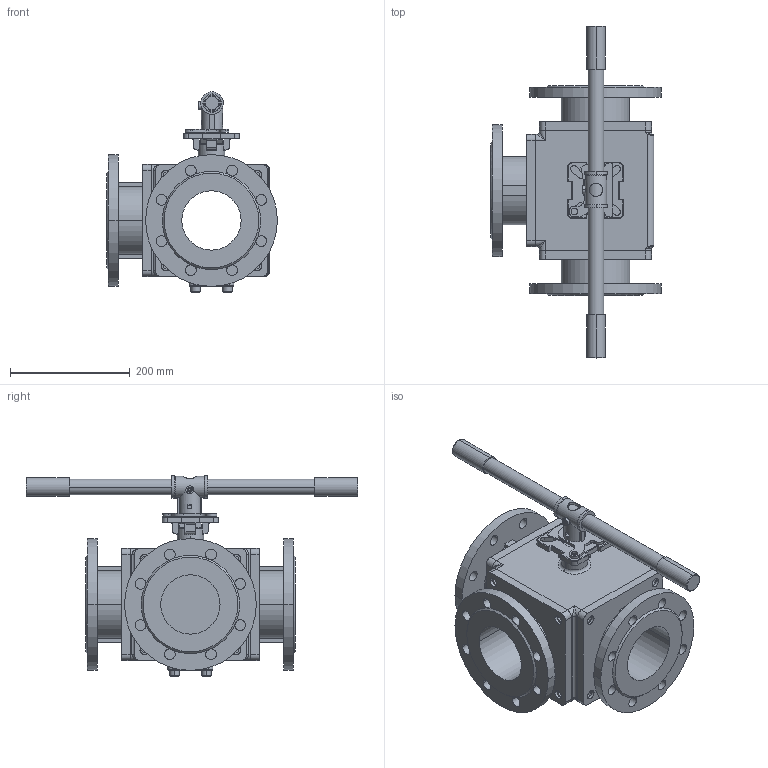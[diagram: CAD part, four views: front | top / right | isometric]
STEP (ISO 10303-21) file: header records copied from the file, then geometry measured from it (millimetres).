
FILE_DESCRIPTION(/* description */ ('Unknown','CAx-IF Rec.Pracs.---Representation and Presentation of Product Manufacturing Information (PMI)---4.0---2014-10-13','CAx-IF Rec.Pracs.---3D Tessellated Geometry---0.4---2014-09-14','2;1'),/* implementation_level */ '2;1');
FILE_NAME(/* name */ '9342_9343-12',/* time_stamp */ '2023-12-06T10:58:14+01:00',/* author */ ('Unknown'),/* organization */ ('Unknown'),/* preprocessor_version */ 'ST-DEVELOPER v18.102',/* originating_system */ 'Solid Edge',/* authorisation */ 'Unknown');
FILE_SCHEMA (('AP242_MANAGED_MODEL_BASED_3D_ENGINEERING_MIM_LF { 1 0 10303 442 1 1 4 }'));
Length unit declared in the file: millimetre
Products named in the file (18): MV-87DT DN100; Body; CAP; 概裝; 固定球套; 嘐隅粣; MV-85L-O-DN100; MV-85L-ZT-DN100; 沓蹋; 忒梟; 粣杶; 癹弇え; 极裔蟈諉蹟邡; 隅弇蹟邡; MV-85L-YT-DN100; MV-85L-FS-DN100; 忒梟杶; 階佪
Assembly tree (35 placements, depth 2):
  MV-87DT DN100
    Body
    CAP  x3
    概裝
    固定球套
    嘐隅粣
    MV-85L-O-DN100
    MV-85L-ZT-DN100
    沓蹋
    忒梟
    粣杶
    癹弇え
    极裔蟈諉蹟邡  x16
    隅弇蹟邡
    MV-85L-YT-DN100
    MV-85L-FS-DN100
    忒梟杶  x2
    階佪
Bounding box: 285 x 554 x 334.45 mm (x, y, z)
Volume: 6336720.2 mm3; surface area: 1123435.4 mm2
Topology: 35 solids, 35 shells, 1363 faces, 3435 edges, 2196 vertices
Faces by surface type: plane 671, cylinder 447, bspline 114, cone 103, torus 28
Entity records: 37630 total; most frequent: CARTESIAN_POINT 14270, ORIENTED_EDGE 4902, DIRECTION 4458, EDGE_CURVE 2451, VERTEX_POINT 1582, AXIS2_PLACEMENT_3D 1530, LINE 1398, VECTOR 1398
